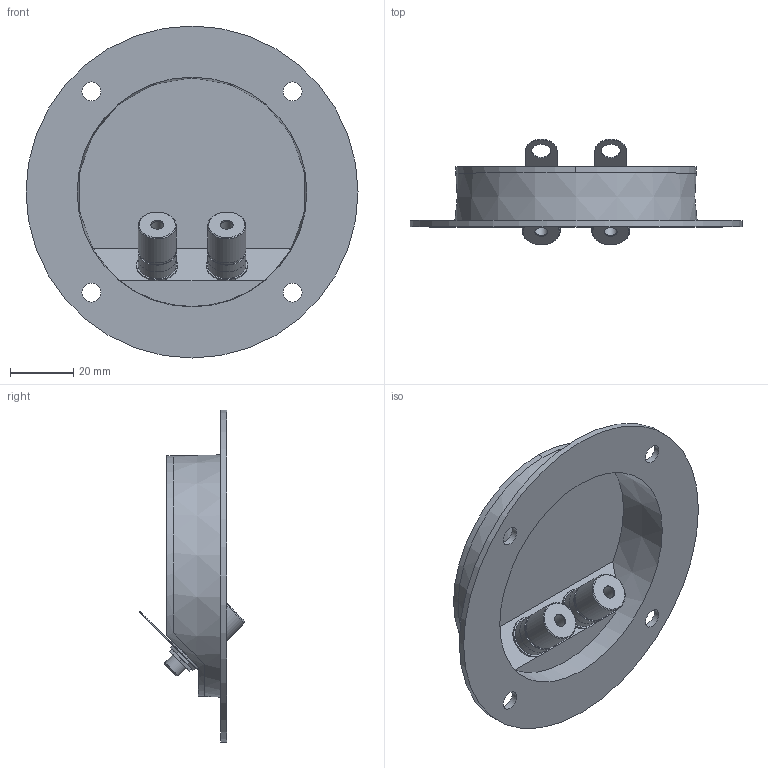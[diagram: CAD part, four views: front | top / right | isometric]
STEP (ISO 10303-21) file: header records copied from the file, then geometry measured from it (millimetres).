
FILE_DESCRIPTION(('FreeCAD Model'),'2;1');
FILE_NAME('Monacor_ST-960GM.step','2021-01-26T18:58:43',('Author'),(''), 'Open CASCADE STEP processor 7.3','FreeCAD','Unknown');
FILE_SCHEMA(('AUTOMOTIVE_DESIGN { 1 0 10303 214 1 1 1 1 }'));
Length unit declared in the file: millimetre
Products named in the file (1): Monacor_ST-960GM
Bounding box: 105 x 33.38 x 105 mm (x, y, z)
Volume: 27972.7 mm3; surface area: 32953 mm2
Topology: 20 solids, 20 shells, 156 faces, 828 edges, 1038 vertices
Faces by surface type: plane 84, cylinder 60, cone 12
Full cylindrical faces by diameter (mm): 4 x6, 5 x2, 6 x22, 9 x2, 10 x8, 11.6 x2, 12 x6, 13 x4, 105 x1
Entity records: 18155 total; most frequent: CARTESIAN_POINT 7705, DIRECTION 1936, LINE 880, VECTOR 880, ORIENTED_EDGE 632, PCURVE 632, DEFINITIONAL_REPRESENTATION 632, GEOMETRIC_CURVE_SET 512
